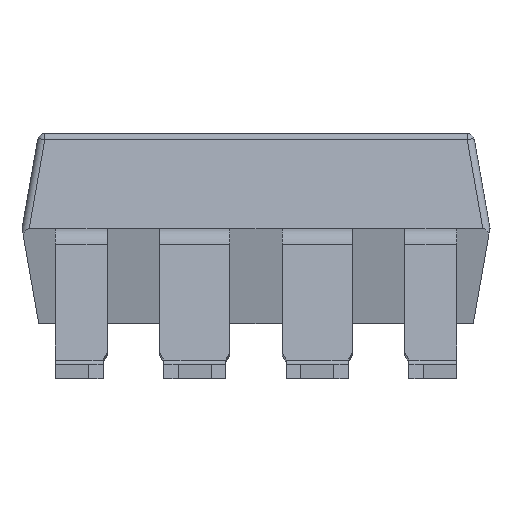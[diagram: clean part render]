
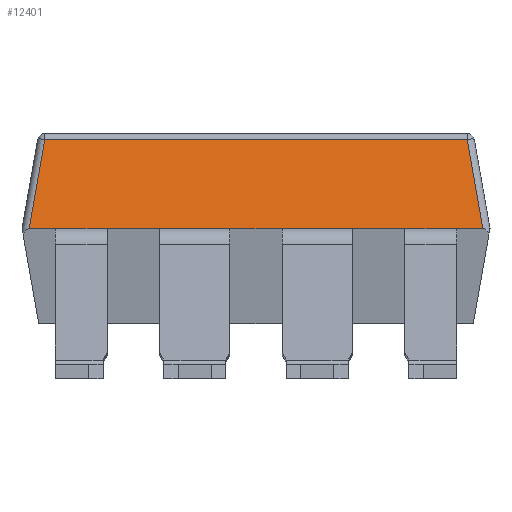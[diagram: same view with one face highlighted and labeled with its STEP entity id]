
A CAD part, front view. The second image highlights one B-rep face of the part: STEP entity #12401.
In plain terms, the highlighted planar face has unit normal (0, -0.985, 0.174).
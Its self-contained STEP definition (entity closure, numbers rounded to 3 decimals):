
#448 = LINE ( 'NONE', #11858, #7489 ) ;
#514 = EDGE_CURVE ( 'NONE', #10350, #13266, #16037, .T. ) ;
#820 = ORIENTED_EDGE ( 'NONE', *, *, #3047, .T. ) ;
#1042 = VERTEX_POINT ( 'NONE', #10150 ) ;
#1750 = EDGE_CURVE ( 'NONE', #17827, #9982, #9320, .T. ) ;
#1805 = LINE ( 'NONE', #16214, #14472 ) ;
#1810 = DIRECTION ( 'NONE',  ( -0.171, 0.171, 0.97 ) ) ;
#1917 = DIRECTION ( 'NONE',  ( 1., 0., 0. ) ) ;
#1998 = CARTESIAN_POINT ( 'NONE',  ( -4.158, -3.3, 0. ) ) ;
#2144 = DIRECTION ( 'NONE',  ( 1., 0., 0. ) ) ;
#2458 = ORIENTED_EDGE ( 'NONE', *, *, #5324, .T. ) ;
#2543 = EDGE_CURVE ( 'NONE', #6365, #13893, #9368, .T. ) ;
#2686 = CARTESIAN_POINT ( 'NONE',  ( -4.85, -3.3, 0. ) ) ;
#2788 = CARTESIAN_POINT ( 'NONE',  ( -4.702, -3.3, 0. ) ) ;
#2852 = VECTOR ( 'NONE', #17999, 1000. ) ;
#3047 = EDGE_CURVE ( 'NONE', #9982, #12193, #15592, .T. ) ;
#3084 = LINE ( 'NONE', #13099, #8572 ) ;
#3198 = ORIENTED_EDGE ( 'NONE', *, *, #9461, .T. ) ;
#3637 = LINE ( 'NONE', #9749, #16257 ) ;
#3733 = LINE ( 'NONE', #8146, #17299 ) ;
#3771 = FACE_OUTER_BOUND ( 'NONE', #6026, .T. ) ;
#4395 = EDGE_CURVE ( 'NONE', #13893, #14524, #1805, .T. ) ;
#4526 = CARTESIAN_POINT ( 'NONE',  ( -4.85, -3.3, 0. ) ) ;
#4636 = VECTOR ( 'NONE', #15310, 1000. ) ;
#4695 = VECTOR ( 'NONE', #5591, 1000. ) ;
#4951 = EDGE_CURVE ( 'NONE', #12193, #6365, #3637, .T. ) ;
#5235 = EDGE_CURVE ( 'NONE', #14524, #16371, #8666, .T. ) ;
#5324 = EDGE_CURVE ( 'NONE', #13266, #17827, #10259, .T. ) ;
#5410 = ORIENTED_EDGE ( 'NONE', *, *, #14680, .T. ) ;
#5591 = DIRECTION ( 'NONE',  ( 1., 0., 0. ) ) ;
#5686 = CARTESIAN_POINT ( 'NONE',  ( -4.85, -3.3, 0. ) ) ;
#6026 = EDGE_LOOP ( 'NONE', ( #9057, #9538, #8560, #8754, #3198, #5410, #8092, #2458, #6679, #820, #10309, #6676 ) ) ;
#6365 = VERTEX_POINT ( 'NONE', #8481 ) ;
#6676 = ORIENTED_EDGE ( 'NONE', *, *, #2543, .T. ) ;
#6679 = ORIENTED_EDGE ( 'NONE', *, *, #1750, .T. ) ;
#6740 = DIRECTION ( 'NONE',  ( -1., 0., 0. ) ) ;
#6746 = VECTOR ( 'NONE', #14998, 1000. ) ;
#6940 = VECTOR ( 'NONE', #1917, 1000. ) ;
#6991 = CARTESIAN_POINT ( 'NONE',  ( -0.54, -3.3, 0. ) ) ;
#7117 = CARTESIAN_POINT ( 'NONE',  ( -4.85, -3.3, 0. ) ) ;
#7489 = VECTOR ( 'NONE', #7753, 1000. ) ;
#7753 = DIRECTION ( 'NONE',  ( -0.171, -0.171, -0.97 ) ) ;
#7760 = VECTOR ( 'NONE', #15849, 1000. ) ;
#7871 = EDGE_CURVE ( 'NONE', #1042, #17837, #448, .T. ) ;
#8092 = ORIENTED_EDGE ( 'NONE', *, *, #514, .T. ) ;
#8146 = CARTESIAN_POINT ( 'NONE',  ( -4.503, -2.974, 1.846 ) ) ;
#8481 = CARTESIAN_POINT ( 'NONE',  ( 3.08, -3.3, 0. ) ) ;
#8560 = ORIENTED_EDGE ( 'NONE', *, *, #17507, .T. ) ;
#8572 = VECTOR ( 'NONE', #17180, 1000. ) ;
#8611 = CARTESIAN_POINT ( 'NONE',  ( 0.54, -3.3, 0. ) ) ;
#8666 = LINE ( 'NONE', #14528, #16139 ) ;
#8754 = ORIENTED_EDGE ( 'NONE', *, *, #7871, .T. ) ;
#9057 = ORIENTED_EDGE ( 'NONE', *, *, #4395, .T. ) ;
#9320 = LINE ( 'NONE', #17866, #6746 ) ;
#9368 = LINE ( 'NONE', #15416, #2852 ) ;
#9461 = EDGE_CURVE ( 'NONE', #17837, #15037, #18186, .T. ) ;
#9516 = PLANE ( 'NONE',  #15155 ) ;
#9538 = ORIENTED_EDGE ( 'NONE', *, *, #5235, .T. ) ;
#9749 = CARTESIAN_POINT ( 'NONE',  ( -4.85, -3.3, 0. ) ) ;
#9982 = VERTEX_POINT ( 'NONE', #8611 ) ;
#10036 = DIRECTION ( 'NONE',  ( 0., -0.985, 0.174 ) ) ;
#10150 = CARTESIAN_POINT ( 'NONE',  ( -4.377, -2.974, 1.846 ) ) ;
#10259 = LINE ( 'NONE', #4526, #7760 ) ;
#10309 = ORIENTED_EDGE ( 'NONE', *, *, #4951, .T. ) ;
#10350 = VERTEX_POINT ( 'NONE', #16598 ) ;
#10431 = CARTESIAN_POINT ( 'NONE',  ( 4.377, -2.974, 1.846 ) ) ;
#11858 = CARTESIAN_POINT ( 'NONE',  ( -4.707, -3.304, -0.025 ) ) ;
#12193 = VERTEX_POINT ( 'NONE', #16880 ) ;
#12401 = ADVANCED_FACE ( 'NONE', ( #3771 ), #9516, .T. ) ;
#12927 = DIRECTION ( 'NONE',  ( 0., -0.174, -0.985 ) ) ;
#13099 = CARTESIAN_POINT ( 'NONE',  ( -4.85, -3.3, 0. ) ) ;
#13266 = VERTEX_POINT ( 'NONE', #17480 ) ;
#13653 = CARTESIAN_POINT ( 'NONE',  ( 4.702, -3.3, 0. ) ) ;
#13893 = VERTEX_POINT ( 'NONE', #15007 ) ;
#14365 = CARTESIAN_POINT ( 'NONE',  ( -4.85, -3.3, 0. ) ) ;
#14472 = VECTOR ( 'NONE', #17487, 1000. ) ;
#14524 = VERTEX_POINT ( 'NONE', #13653 ) ;
#14528 = CARTESIAN_POINT ( 'NONE',  ( 4.423, -3.02, 1.586 ) ) ;
#14680 = EDGE_CURVE ( 'NONE', #15037, #10350, #3084, .T. ) ;
#14998 = DIRECTION ( 'NONE',  ( 1., 0., 0. ) ) ;
#15007 = CARTESIAN_POINT ( 'NONE',  ( 4.158, -3.3, 0. ) ) ;
#15037 = VERTEX_POINT ( 'NONE', #1998 ) ;
#15155 = AXIS2_PLACEMENT_3D ( 'NONE', #7117, #10036, #12927 ) ;
#15310 = DIRECTION ( 'NONE',  ( 1., 0., 0. ) ) ;
#15416 = CARTESIAN_POINT ( 'NONE',  ( -4.85, -3.3, 0. ) ) ;
#15592 = LINE ( 'NONE', #2686, #4695 ) ;
#15849 = DIRECTION ( 'NONE',  ( 1., 0., 0. ) ) ;
#16037 = LINE ( 'NONE', #14365, #6940 ) ;
#16139 = VECTOR ( 'NONE', #1810, 1000. ) ;
#16214 = CARTESIAN_POINT ( 'NONE',  ( -4.85, -3.3, 0. ) ) ;
#16257 = VECTOR ( 'NONE', #2144, 1000. ) ;
#16371 = VERTEX_POINT ( 'NONE', #10431 ) ;
#16598 = CARTESIAN_POINT ( 'NONE',  ( -3.08, -3.3, 0. ) ) ;
#16880 = CARTESIAN_POINT ( 'NONE',  ( 2., -3.3, 0. ) ) ;
#17180 = DIRECTION ( 'NONE',  ( 1., 0., 0. ) ) ;
#17299 = VECTOR ( 'NONE', #6740, 1000. ) ;
#17480 = CARTESIAN_POINT ( 'NONE',  ( -2., -3.3, 0. ) ) ;
#17487 = DIRECTION ( 'NONE',  ( 1., 0., 0. ) ) ;
#17507 = EDGE_CURVE ( 'NONE', #16371, #1042, #3733, .T. ) ;
#17827 = VERTEX_POINT ( 'NONE', #6991 ) ;
#17837 = VERTEX_POINT ( 'NONE', #2788 ) ;
#17866 = CARTESIAN_POINT ( 'NONE',  ( -4.85, -3.3, 0. ) ) ;
#17999 = DIRECTION ( 'NONE',  ( 1., 0., 0. ) ) ;
#18186 = LINE ( 'NONE', #5686, #4636 ) ;
